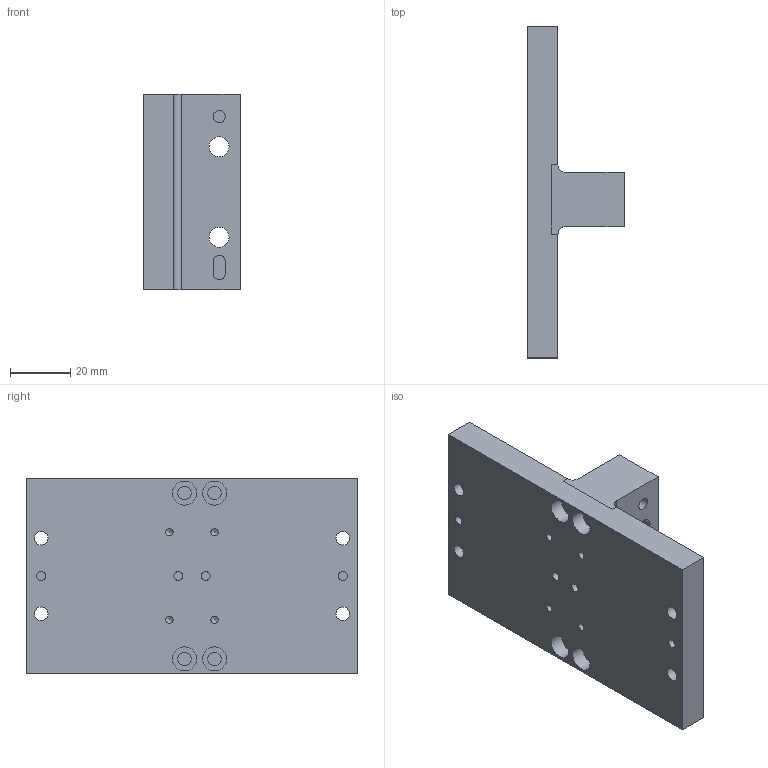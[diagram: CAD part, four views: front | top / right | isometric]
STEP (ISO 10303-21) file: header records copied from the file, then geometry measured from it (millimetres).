
FILE_DESCRIPTION(/* description */ (''),/* implementation_level */ '2;1');
FILE_NAME(/* name */ 'FAB-OX0018-Base.stp',/* time_stamp */ '2020-02-10T12:00:06+00:00',/* author */ ('whgu0532'),/* organization */ (''),/* preprocessor_version */ 'ST-DEVELOPER v18',/* originating_system */ 'Autodesk Inventor 2020',/* authorisation */ '');
FILE_SCHEMA (('AUTOMOTIVE_DESIGN { 1 0 10303 214 3 1 1 }'));
Length unit declared in the file: millimetre
Products named in the file (1): FAB-OX0018-Base
Bounding box: 32 x 110 x 65 mm (x, y, z)
Volume: 92189.8 mm3; surface area: 27586.7 mm2
Topology: 2 solids, 2 shells, 71 faces, 197 edges, 148 vertices
Faces by surface type: plane 34, cylinder 33, cone 4
Full cylindrical faces by diameter (mm): 2.459 x4, 3 x4, 4 x1, 4.5 x8, 6.6 x2, 8 x8, 11 x2
Entity records: 2460 total; most frequent: DIRECTION 437, CARTESIAN_POINT 409, ORIENTED_EDGE 378, EDGE_CURVE 189, AXIS2_PLACEMENT_3D 176, VERTEX_POINT 140, EDGE_LOOP 113, CIRCLE 104
